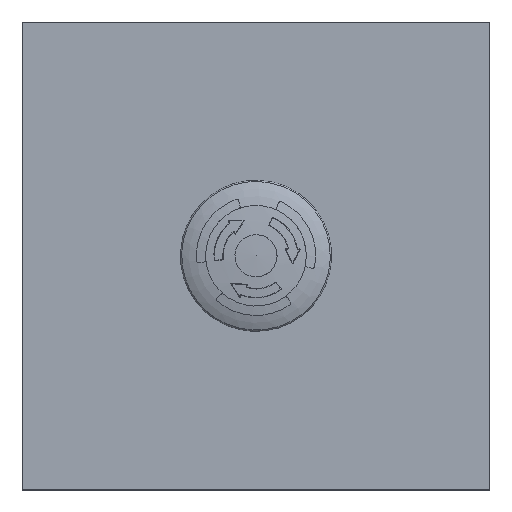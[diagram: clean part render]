
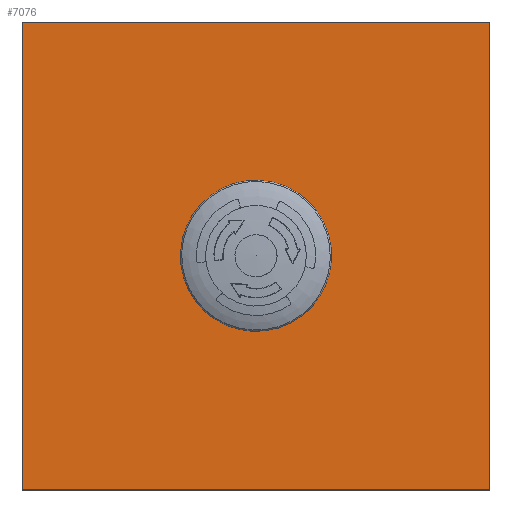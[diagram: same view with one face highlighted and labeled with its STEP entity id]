
A CAD part, top view. The second image highlights one B-rep face of the part: STEP entity #7076.
In plain terms, the highlighted planar face has unit normal (0, 0, 1).
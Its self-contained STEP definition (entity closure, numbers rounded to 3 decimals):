
#454=PLANE('',#7988);
#1078=LINE('',#15386,#1429);
#1082=LINE('',#15394,#1433);
#1085=LINE('',#15400,#1436);
#1087=LINE('',#15408,#1438);
#1429=VECTOR('',#9840,1000.);
#1433=VECTOR('',#9846,1000.);
#1436=VECTOR('',#9851,1000.);
#1438=VECTOR('',#9861,1000.);
#3463=ORIENTED_EDGE('',*,*,#4486,.T.);
#3464=ORIENTED_EDGE('',*,*,#4478,.T.);
#3465=ORIENTED_EDGE('',*,*,#4482,.T.);
#3466=ORIENTED_EDGE('',*,*,#4485,.T.);
#3467=ORIENTED_EDGE('',*,*,#4489,.T.);
#4478=EDGE_CURVE('',#5141,#5140,#1078,.T.);
#4482=EDGE_CURVE('',#5140,#5143,#1082,.T.);
#4485=EDGE_CURVE('',#5143,#5145,#1085,.T.);
#4486=EDGE_CURVE('',#5146,#5146,#5512,.T.);
#4489=EDGE_CURVE('',#5145,#5141,#1087,.T.);
#5140=VERTEX_POINT('',#15385);
#5141=VERTEX_POINT('',#15387);
#5143=VERTEX_POINT('',#15393);
#5145=VERTEX_POINT('',#15399);
#5146=VERTEX_POINT('',#15403);
#5512=CIRCLE('',#7985,11.);
#6027=EDGE_LOOP('',(#3463));
#6028=EDGE_LOOP('',(#3464,#3465,#3466,#3467));
#6544=FACE_BOUND('',#6027,.T.);
#6545=FACE_BOUND('',#6028,.T.);
#7076=ADVANCED_FACE('',(#6544,#6545),#454,.T.);
#7985=AXIS2_PLACEMENT_3D('',#15402,#9854,#9855);
#7988=AXIS2_PLACEMENT_3D('',#15409,#9862,#9863);
#9840=DIRECTION('',(0.,-1.,0.));
#9846=DIRECTION('',(1.,0.,0.));
#9851=DIRECTION('',(0.,1.,0.));
#9854=DIRECTION('',(0.,0.,-1.));
#9855=DIRECTION('',(1.,0.,0.));
#9861=DIRECTION('',(-1.,0.,0.));
#9862=DIRECTION('',(0.,0.,1.));
#9863=DIRECTION('',(1.,0.,0.));
#15385=CARTESIAN_POINT('',(-50.,-50.,-0.001));
#15386=CARTESIAN_POINT('',(-50.,50.,-0.001));
#15387=CARTESIAN_POINT('',(-50.,50.,-0.001));
#15393=CARTESIAN_POINT('',(50.,-50.,-0.001));
#15394=CARTESIAN_POINT('',(-50.,-50.,-0.001));
#15399=CARTESIAN_POINT('',(50.,50.,-0.001));
#15400=CARTESIAN_POINT('',(50.,-50.,-0.001));
#15402=CARTESIAN_POINT('',(0.,0.,-0.001));
#15403=CARTESIAN_POINT('',(11.,0.,-0.001));
#15408=CARTESIAN_POINT('',(50.,50.,-0.001));
#15409=CARTESIAN_POINT('',(0.,0.,-0.001));
